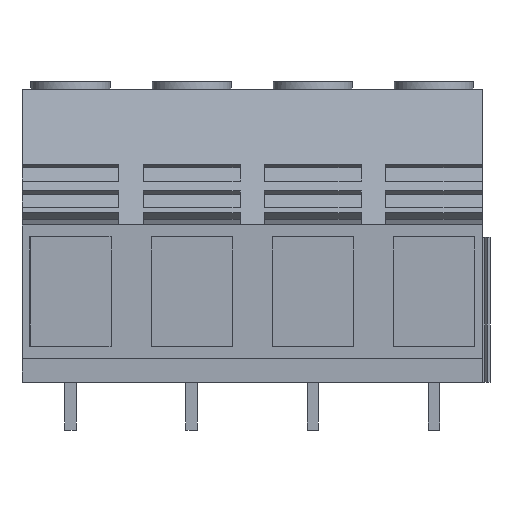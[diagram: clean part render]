
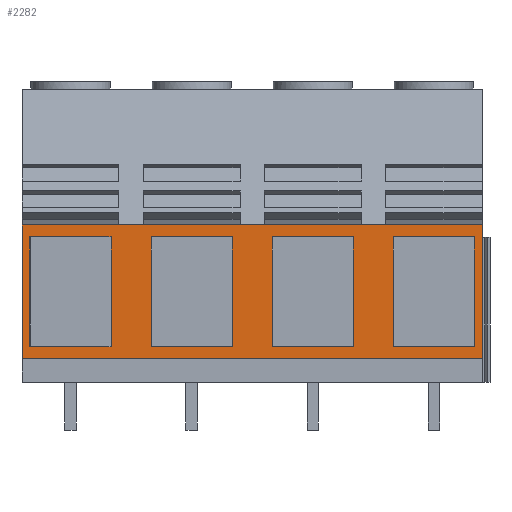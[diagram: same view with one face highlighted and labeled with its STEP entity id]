
A CAD part, front view. The second image highlights one B-rep face of the part: STEP entity #2282.
In plain terms, the highlighted planar face has unit normal (0, -1, 0).
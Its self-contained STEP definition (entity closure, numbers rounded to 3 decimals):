
#2126=AXIS2_PLACEMENT_3D('Plane Axis2P3D',#2123,#2124,#2125) ;
#403=CARTESIAN_POINT('Vertex',(0.,0.,7.5)) ;
#406=CARTESIAN_POINT('Line Origine',(0.,0.,14.5)) ;
#410=CARTESIAN_POINT('Vertex',(0.,0.,21.5)) ;
#2108=CARTESIAN_POINT('Vertex',(48.26,0.,7.5)) ;
#2111=CARTESIAN_POINT('Line Origine',(24.13,0.,7.5)) ;
#2123=CARTESIAN_POINT('Axis2P3D Location',(0.,0.,21.5)) ;
#2128=CARTESIAN_POINT('Line Origine',(48.26,0.,14.5)) ;
#2132=CARTESIAN_POINT('Vertex',(48.26,0.,21.5)) ;
#2135=CARTESIAN_POINT('Line Origine',(24.13,0.,21.5)) ;
#2146=CARTESIAN_POINT('Line Origine',(0.83,0.,14.5)) ;
#2150=CARTESIAN_POINT('Vertex',(0.83,0.,20.25)) ;
#2152=CARTESIAN_POINT('Vertex',(0.83,0.,8.75)) ;
#2155=CARTESIAN_POINT('Line Origine',(5.08,0.,20.25)) ;
#2159=CARTESIAN_POINT('Vertex',(9.33,0.,20.25)) ;
#2162=CARTESIAN_POINT('Line Origine',(9.33,0.,14.5)) ;
#2166=CARTESIAN_POINT('Vertex',(9.33,0.,8.75)) ;
#2169=CARTESIAN_POINT('Line Origine',(5.08,0.,8.75)) ;
#2180=CARTESIAN_POINT('Line Origine',(13.53,0.,14.5)) ;
#2184=CARTESIAN_POINT('Vertex',(13.53,0.,20.25)) ;
#2186=CARTESIAN_POINT('Vertex',(13.53,0.,8.75)) ;
#2189=CARTESIAN_POINT('Line Origine',(17.78,0.,20.25)) ;
#2193=CARTESIAN_POINT('Vertex',(22.03,0.,20.25)) ;
#2196=CARTESIAN_POINT('Line Origine',(22.03,0.,14.5)) ;
#2200=CARTESIAN_POINT('Vertex',(22.03,0.,8.75)) ;
#2203=CARTESIAN_POINT('Line Origine',(17.78,0.,8.75)) ;
#2214=CARTESIAN_POINT('Line Origine',(26.23,0.,14.5)) ;
#2218=CARTESIAN_POINT('Vertex',(26.23,0.,20.25)) ;
#2220=CARTESIAN_POINT('Vertex',(26.23,0.,8.75)) ;
#2223=CARTESIAN_POINT('Line Origine',(30.48,0.,20.25)) ;
#2227=CARTESIAN_POINT('Vertex',(34.73,0.,20.25)) ;
#2230=CARTESIAN_POINT('Line Origine',(34.73,0.,14.5)) ;
#2234=CARTESIAN_POINT('Vertex',(34.73,0.,8.75)) ;
#2237=CARTESIAN_POINT('Line Origine',(30.48,0.,8.75)) ;
#2248=CARTESIAN_POINT('Line Origine',(38.93,0.,14.5)) ;
#2252=CARTESIAN_POINT('Vertex',(38.93,0.,20.25)) ;
#2254=CARTESIAN_POINT('Vertex',(38.93,0.,8.75)) ;
#2257=CARTESIAN_POINT('Line Origine',(43.18,0.,20.25)) ;
#2261=CARTESIAN_POINT('Vertex',(47.43,0.,20.25)) ;
#2264=CARTESIAN_POINT('Line Origine',(47.43,0.,14.5)) ;
#2268=CARTESIAN_POINT('Vertex',(47.43,0.,8.75)) ;
#2271=CARTESIAN_POINT('Line Origine',(43.18,0.,8.75)) ;
#407=DIRECTION('Vector Direction',(0.,0.,-1.)) ;
#2112=DIRECTION('Vector Direction',(1.,0.,0.)) ;
#2124=DIRECTION('Axis2P3D Direction',(0.,-1.,0.)) ;
#2125=DIRECTION('Axis2P3D XDirection',(0.,0.,-1.)) ;
#2129=DIRECTION('Vector Direction',(0.,0.,-1.)) ;
#2136=DIRECTION('Vector Direction',(1.,0.,0.)) ;
#2147=DIRECTION('Vector Direction',(0.,0.,1.)) ;
#2156=DIRECTION('Vector Direction',(1.,0.,0.)) ;
#2163=DIRECTION('Vector Direction',(0.,0.,1.)) ;
#2170=DIRECTION('Vector Direction',(-1.,0.,0.)) ;
#2181=DIRECTION('Vector Direction',(0.,0.,1.)) ;
#2190=DIRECTION('Vector Direction',(1.,0.,0.)) ;
#2197=DIRECTION('Vector Direction',(0.,0.,1.)) ;
#2204=DIRECTION('Vector Direction',(-1.,0.,0.)) ;
#2215=DIRECTION('Vector Direction',(0.,0.,1.)) ;
#2224=DIRECTION('Vector Direction',(1.,0.,0.)) ;
#2231=DIRECTION('Vector Direction',(0.,0.,1.)) ;
#2238=DIRECTION('Vector Direction',(-1.,0.,0.)) ;
#2249=DIRECTION('Vector Direction',(0.,0.,1.)) ;
#2258=DIRECTION('Vector Direction',(1.,0.,0.)) ;
#2265=DIRECTION('Vector Direction',(0.,0.,1.)) ;
#2272=DIRECTION('Vector Direction',(-1.,0.,0.)) ;
#408=VECTOR('Line Direction',#407,1.) ;
#2113=VECTOR('Line Direction',#2112,1.) ;
#2130=VECTOR('Line Direction',#2129,1.) ;
#2137=VECTOR('Line Direction',#2136,1.) ;
#2148=VECTOR('Line Direction',#2147,1.) ;
#2157=VECTOR('Line Direction',#2156,1.) ;
#2164=VECTOR('Line Direction',#2163,1.) ;
#2171=VECTOR('Line Direction',#2170,1.) ;
#2182=VECTOR('Line Direction',#2181,1.) ;
#2191=VECTOR('Line Direction',#2190,1.) ;
#2198=VECTOR('Line Direction',#2197,1.) ;
#2205=VECTOR('Line Direction',#2204,1.) ;
#2216=VECTOR('Line Direction',#2215,1.) ;
#2225=VECTOR('Line Direction',#2224,1.) ;
#2232=VECTOR('Line Direction',#2231,1.) ;
#2239=VECTOR('Line Direction',#2238,1.) ;
#2250=VECTOR('Line Direction',#2249,1.) ;
#2259=VECTOR('Line Direction',#2258,1.) ;
#2266=VECTOR('Line Direction',#2265,1.) ;
#2273=VECTOR('Line Direction',#2272,1.) ;
#2141=ORIENTED_EDGE('',*,*,#2115,.T.) ;
#2142=ORIENTED_EDGE('',*,*,#2134,.T.) ;
#2143=ORIENTED_EDGE('',*,*,#2139,.F.) ;
#2144=ORIENTED_EDGE('',*,*,#412,.F.) ;
#2175=ORIENTED_EDGE('',*,*,#2154,.F.) ;
#2176=ORIENTED_EDGE('',*,*,#2161,.F.) ;
#2177=ORIENTED_EDGE('',*,*,#2168,.F.) ;
#2178=ORIENTED_EDGE('',*,*,#2173,.F.) ;
#2209=ORIENTED_EDGE('',*,*,#2188,.F.) ;
#2210=ORIENTED_EDGE('',*,*,#2195,.F.) ;
#2211=ORIENTED_EDGE('',*,*,#2202,.F.) ;
#2212=ORIENTED_EDGE('',*,*,#2207,.F.) ;
#2243=ORIENTED_EDGE('',*,*,#2222,.F.) ;
#2244=ORIENTED_EDGE('',*,*,#2229,.F.) ;
#2245=ORIENTED_EDGE('',*,*,#2236,.F.) ;
#2246=ORIENTED_EDGE('',*,*,#2241,.F.) ;
#2277=ORIENTED_EDGE('',*,*,#2256,.F.) ;
#2278=ORIENTED_EDGE('',*,*,#2263,.F.) ;
#2279=ORIENTED_EDGE('',*,*,#2270,.F.) ;
#2280=ORIENTED_EDGE('',*,*,#2275,.F.) ;
#2179=FACE_BOUND('',#2174,.T.) ;
#2213=FACE_BOUND('',#2208,.T.) ;
#2247=FACE_BOUND('',#2242,.T.) ;
#2281=FACE_BOUND('',#2276,.T.) ;
#2282=ADVANCED_FACE('HOUSING',(#2145,#2179,#2213,#2247,#2281),#2127,.T.) ;
#412=EDGE_CURVE('',#404,#411,#409,.F.) ;
#2115=EDGE_CURVE('',#404,#2109,#2114,.T.) ;
#2134=EDGE_CURVE('',#2109,#2133,#2131,.F.) ;
#2139=EDGE_CURVE('',#411,#2133,#2138,.T.) ;
#2154=EDGE_CURVE('',#2151,#2153,#2149,.F.) ;
#2161=EDGE_CURVE('',#2160,#2151,#2158,.F.) ;
#2168=EDGE_CURVE('',#2167,#2160,#2165,.T.) ;
#2173=EDGE_CURVE('',#2153,#2167,#2172,.F.) ;
#2188=EDGE_CURVE('',#2185,#2187,#2183,.F.) ;
#2195=EDGE_CURVE('',#2194,#2185,#2192,.F.) ;
#2202=EDGE_CURVE('',#2201,#2194,#2199,.T.) ;
#2207=EDGE_CURVE('',#2187,#2201,#2206,.F.) ;
#2222=EDGE_CURVE('',#2219,#2221,#2217,.F.) ;
#2229=EDGE_CURVE('',#2228,#2219,#2226,.F.) ;
#2236=EDGE_CURVE('',#2235,#2228,#2233,.T.) ;
#2241=EDGE_CURVE('',#2221,#2235,#2240,.F.) ;
#2256=EDGE_CURVE('',#2253,#2255,#2251,.F.) ;
#2263=EDGE_CURVE('',#2262,#2253,#2260,.F.) ;
#2270=EDGE_CURVE('',#2269,#2262,#2267,.T.) ;
#2275=EDGE_CURVE('',#2255,#2269,#2274,.F.) ;
#2140=EDGE_LOOP('',(#2141,#2142,#2143,#2144)) ;
#2174=EDGE_LOOP('',(#2175,#2176,#2177,#2178)) ;
#2208=EDGE_LOOP('',(#2209,#2210,#2211,#2212)) ;
#2242=EDGE_LOOP('',(#2243,#2244,#2245,#2246)) ;
#2276=EDGE_LOOP('',(#2277,#2278,#2279,#2280)) ;
#2145=FACE_OUTER_BOUND('',#2140,.T.) ;
#409=LINE('Line',#406,#408) ;
#2114=LINE('Line',#2111,#2113) ;
#2131=LINE('Line',#2128,#2130) ;
#2138=LINE('Line',#2135,#2137) ;
#2149=LINE('Line',#2146,#2148) ;
#2158=LINE('Line',#2155,#2157) ;
#2165=LINE('Line',#2162,#2164) ;
#2172=LINE('Line',#2169,#2171) ;
#2183=LINE('Line',#2180,#2182) ;
#2192=LINE('Line',#2189,#2191) ;
#2199=LINE('Line',#2196,#2198) ;
#2206=LINE('Line',#2203,#2205) ;
#2217=LINE('Line',#2214,#2216) ;
#2226=LINE('Line',#2223,#2225) ;
#2233=LINE('Line',#2230,#2232) ;
#2240=LINE('Line',#2237,#2239) ;
#2251=LINE('Line',#2248,#2250) ;
#2260=LINE('Line',#2257,#2259) ;
#2267=LINE('Line',#2264,#2266) ;
#2274=LINE('Line',#2271,#2273) ;
#2127=PLANE('',#2126) ;
#404=VERTEX_POINT('',#403) ;
#411=VERTEX_POINT('',#410) ;
#2109=VERTEX_POINT('',#2108) ;
#2133=VERTEX_POINT('',#2132) ;
#2151=VERTEX_POINT('',#2150) ;
#2153=VERTEX_POINT('',#2152) ;
#2160=VERTEX_POINT('',#2159) ;
#2167=VERTEX_POINT('',#2166) ;
#2185=VERTEX_POINT('',#2184) ;
#2187=VERTEX_POINT('',#2186) ;
#2194=VERTEX_POINT('',#2193) ;
#2201=VERTEX_POINT('',#2200) ;
#2219=VERTEX_POINT('',#2218) ;
#2221=VERTEX_POINT('',#2220) ;
#2228=VERTEX_POINT('',#2227) ;
#2235=VERTEX_POINT('',#2234) ;
#2253=VERTEX_POINT('',#2252) ;
#2255=VERTEX_POINT('',#2254) ;
#2262=VERTEX_POINT('',#2261) ;
#2269=VERTEX_POINT('',#2268) ;
